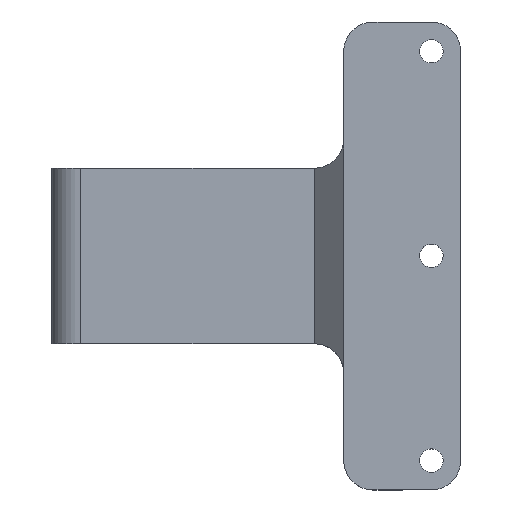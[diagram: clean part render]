
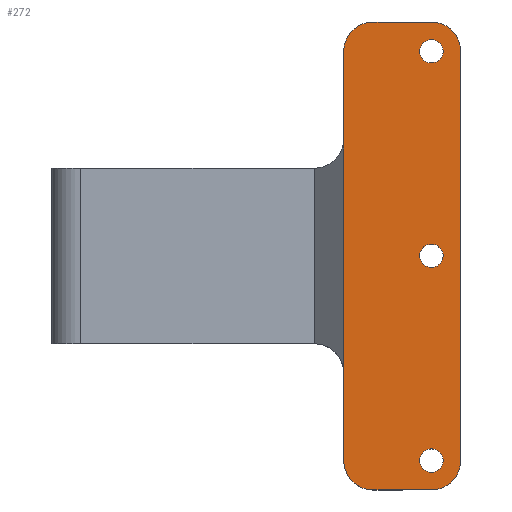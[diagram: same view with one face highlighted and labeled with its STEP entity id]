
A CAD part, top view. The second image highlights one B-rep face of the part: STEP entity #272.
In plain terms, the highlighted planar face has unit normal (0, 0, 1).
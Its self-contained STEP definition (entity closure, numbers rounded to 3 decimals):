
#74=FACE_BOUND('',#403,.T.);
#75=FACE_BOUND('',#404,.T.);
#76=FACE_BOUND('',#405,.T.);
#77=FACE_BOUND('',#406,.T.);
#100=LINE('',#1471,#180);
#119=LINE('',#1515,#199);
#130=LINE('',#1538,#210);
#135=LINE('',#1549,#215);
#142=LINE('',#1585,#222);
#143=LINE('',#1589,#223);
#180=VECTOR('',#1161,1.);
#199=VECTOR('',#1192,1.);
#210=VECTOR('',#1207,1.);
#215=VECTOR('',#1214,1.);
#222=VECTOR('',#1257,1.);
#223=VECTOR('',#1262,1.);
#272=ADVANCED_FACE('',(#74,#75,#76,#77),#329,.F.);
#329=PLANE('',#1077);
#403=EDGE_LOOP('',(#542));
#404=EDGE_LOOP('',(#543));
#405=EDGE_LOOP('',(#544));
#406=EDGE_LOOP('',(#545,#546,#547,#548,#549,#550,#551,#552,#553,#554));
#542=ORIENTED_EDGE('',*,*,#906,.F.);
#543=ORIENTED_EDGE('',*,*,#907,.F.);
#544=ORIENTED_EDGE('',*,*,#908,.F.);
#545=ORIENTED_EDGE('',*,*,#884,.T.);
#546=ORIENTED_EDGE('',*,*,#909,.T.);
#547=ORIENTED_EDGE('',*,*,#852,.T.);
#548=ORIENTED_EDGE('',*,*,#910,.T.);
#549=ORIENTED_EDGE('',*,*,#889,.T.);
#550=ORIENTED_EDGE('',*,*,#911,.T.);
#551=ORIENTED_EDGE('',*,*,#873,.F.);
#552=ORIENTED_EDGE('',*,*,#912,.T.);
#553=ORIENTED_EDGE('',*,*,#913,.F.);
#554=ORIENTED_EDGE('',*,*,#914,.T.);
#758=VERTEX_POINT('',#1472);
#759=VERTEX_POINT('',#1473);
#777=VERTEX_POINT('',#1516);
#778=VERTEX_POINT('',#1517);
#786=VERTEX_POINT('',#1537);
#787=VERTEX_POINT('',#1539);
#791=VERTEX_POINT('',#1548);
#792=VERTEX_POINT('',#1550);
#800=VERTEX_POINT('',#1579);
#801=VERTEX_POINT('',#1581);
#802=VERTEX_POINT('',#1583);
#803=VERTEX_POINT('',#1588);
#804=VERTEX_POINT('',#1590);
#852=EDGE_CURVE('',#758,#759,#100,.T.);
#873=EDGE_CURVE('',#777,#778,#119,.T.);
#884=EDGE_CURVE('',#787,#786,#130,.T.);
#889=EDGE_CURVE('',#792,#791,#135,.T.);
#906=EDGE_CURVE('',#800,#800,#1005,.T.);
#907=EDGE_CURVE('',#801,#801,#1006,.T.);
#908=EDGE_CURVE('',#802,#802,#1007,.T.);
#909=EDGE_CURVE('',#786,#758,#1008,.T.);
#910=EDGE_CURVE('',#759,#792,#142,.T.);
#911=EDGE_CURVE('',#791,#778,#1009,.T.);
#912=EDGE_CURVE('',#777,#803,#1010,.T.);
#913=EDGE_CURVE('',#804,#803,#143,.T.);
#914=EDGE_CURVE('',#804,#787,#1011,.T.);
#1005=CIRCLE('',#1070,2.);
#1006=CIRCLE('',#1071,2.);
#1007=CIRCLE('',#1072,2.);
#1008=CIRCLE('',#1073,5.);
#1009=CIRCLE('',#1074,5.);
#1010=CIRCLE('',#1075,5.);
#1011=CIRCLE('',#1076,5.);
#1070=AXIS2_PLACEMENT_3D('',#1578,#1249,#1250);
#1071=AXIS2_PLACEMENT_3D('',#1580,#1251,#1252);
#1072=AXIS2_PLACEMENT_3D('',#1582,#1253,#1254);
#1073=AXIS2_PLACEMENT_3D('',#1584,#1255,#1256);
#1074=AXIS2_PLACEMENT_3D('',#1586,#1258,#1259);
#1075=AXIS2_PLACEMENT_3D('',#1587,#1260,#1261);
#1076=AXIS2_PLACEMENT_3D('',#1591,#1263,#1264);
#1077=AXIS2_PLACEMENT_3D('',#1592,#1265,#1266);
#1161=DIRECTION('',(0.,-1.,0.));
#1192=DIRECTION('',(-1.,0.,0.));
#1207=DIRECTION('',(-1.,0.,0.));
#1214=DIRECTION('',(0.,-1.,0.));
#1249=DIRECTION('',(0.,0.,1.));
#1250=DIRECTION('',(-1.,0.,0.));
#1251=DIRECTION('',(0.,0.,1.));
#1252=DIRECTION('',(-1.,0.,0.));
#1253=DIRECTION('',(0.,0.,1.));
#1254=DIRECTION('',(-1.,0.,0.));
#1255=DIRECTION('',(0.,0.,1.));
#1256=DIRECTION('',(-1.,0.,0.));
#1257=DIRECTION('',(0.,-1.,0.));
#1258=DIRECTION('',(0.,0.,1.));
#1259=DIRECTION('',(-1.,0.,0.));
#1260=DIRECTION('',(0.,0.,1.));
#1261=DIRECTION('',(-1.,0.,0.));
#1262=DIRECTION('',(0.,-1.,0.));
#1263=DIRECTION('',(0.,0.,1.));
#1264=DIRECTION('',(-1.,0.,0.));
#1265=DIRECTION('',(0.,0.,-1.));
#1266=DIRECTION('',(-1.,0.,0.));
#1471=CARTESIAN_POINT('',(30.,40.,15.));
#1472=CARTESIAN_POINT('',(30.,35.,15.));
#1473=CARTESIAN_POINT('',(30.,20.,15.));
#1515=CARTESIAN_POINT('',(50.,-40.,15.));
#1516=CARTESIAN_POINT('',(45.,-40.,15.));
#1517=CARTESIAN_POINT('',(35.,-40.,15.));
#1537=CARTESIAN_POINT('',(35.,40.,15.));
#1538=CARTESIAN_POINT('',(50.,40.,15.));
#1539=CARTESIAN_POINT('',(45.,40.,15.));
#1548=CARTESIAN_POINT('',(30.,-35.,15.));
#1549=CARTESIAN_POINT('',(30.,40.,15.));
#1550=CARTESIAN_POINT('',(30.,-20.,15.));
#1578=CARTESIAN_POINT('',(45.,35.,15.));
#1579=CARTESIAN_POINT('',(43.,35.,15.));
#1580=CARTESIAN_POINT('',(45.,0.,15.));
#1581=CARTESIAN_POINT('',(43.,0.,15.));
#1582=CARTESIAN_POINT('',(45.,-35.,15.));
#1583=CARTESIAN_POINT('',(43.,-35.,15.));
#1584=CARTESIAN_POINT('',(35.,35.,15.));
#1585=CARTESIAN_POINT('',(30.,40.,15.));
#1586=CARTESIAN_POINT('',(35.,-35.,15.));
#1587=CARTESIAN_POINT('',(45.,-35.,15.));
#1588=CARTESIAN_POINT('',(50.,-35.,15.));
#1589=CARTESIAN_POINT('',(50.,40.,15.));
#1590=CARTESIAN_POINT('',(50.,35.,15.));
#1591=CARTESIAN_POINT('',(45.,35.,15.));
#1592=CARTESIAN_POINT('',(50.,40.,15.));
